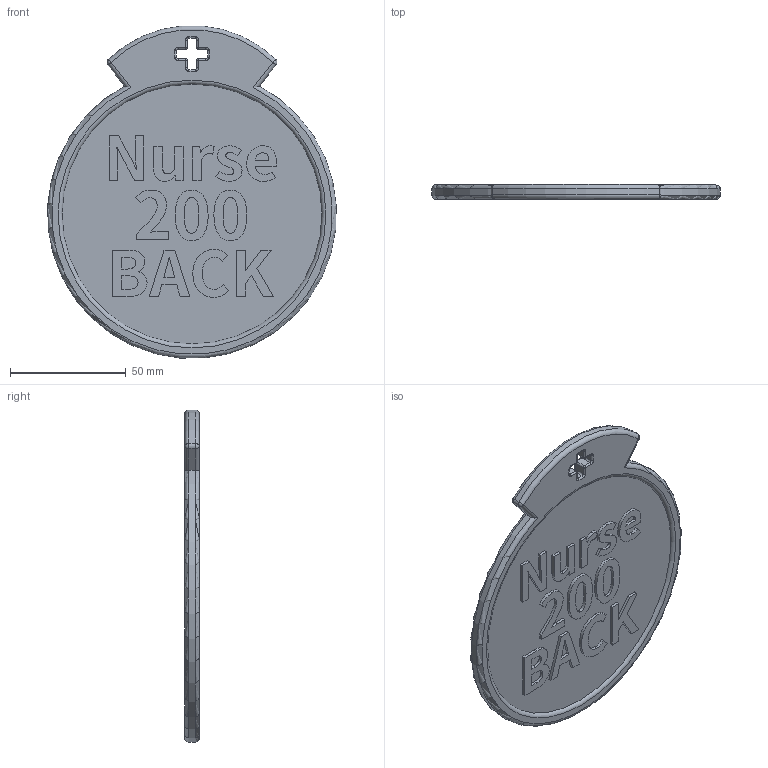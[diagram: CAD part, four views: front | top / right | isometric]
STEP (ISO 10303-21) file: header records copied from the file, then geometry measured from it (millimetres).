
FILE_DESCRIPTION(/* description */ ('STEP AP242','CAx-IF Rec.Pracs.---Representation and Presentation of Product Manufacturing Information (PMI)---4.0---2014-10-13','CAx-IF Rec.Pracs.---3D Tessellated Geometry---0.4---2014-09-14','2;1'),/* implementation_level */ '2;1');
FILE_NAME(/* name */ '66a92ab71451737af112f9f5',/* time_stamp */ '2024-07-30T18:02:32Z',/* author */ (''),/* organization */ (''),/* preprocessor_version */ 'ST-DEVELOPER v20',/* originating_system */ ' ',/* authorisation */ ' ');
FILE_SCHEMA (('AP242_MANAGED_MODEL_BASED_3D_ENGINEERING_MIM_LF { 1 0 10303 442 1 1 4 }'));
Length unit declared in the file: metre
Products named in the file (19): Part 19; Part 18; Part 17; Part 16; Part 15; Part 14; Part 13; Part 12; Part 11; Part 10; Part 9; Part 8; Part 6; Part 7; Part 2; Part 5; Part 4; Part 3; Part 1
Bounding box: 124.89 x 6.35 x 143.73 mm (x, y, z)
Volume: 74053.6 mm3; surface area: 41514.7 mm2
Topology: 19 solids, 19 shells, 428 faces, 1107 edges, 706 vertices
Faces by surface type: plane 207, bspline 144, cylinder 44, torus 21, sphere 12
Entity records: 14113 total; most frequent: CARTESIAN_POINT 4139, ORIENTED_EDGE 2188, DIRECTION 1518, EDGE_CURVE 1094, VERTEX_POINT 706, LINE 692, VECTOR 692, EDGE_LOOP 468
